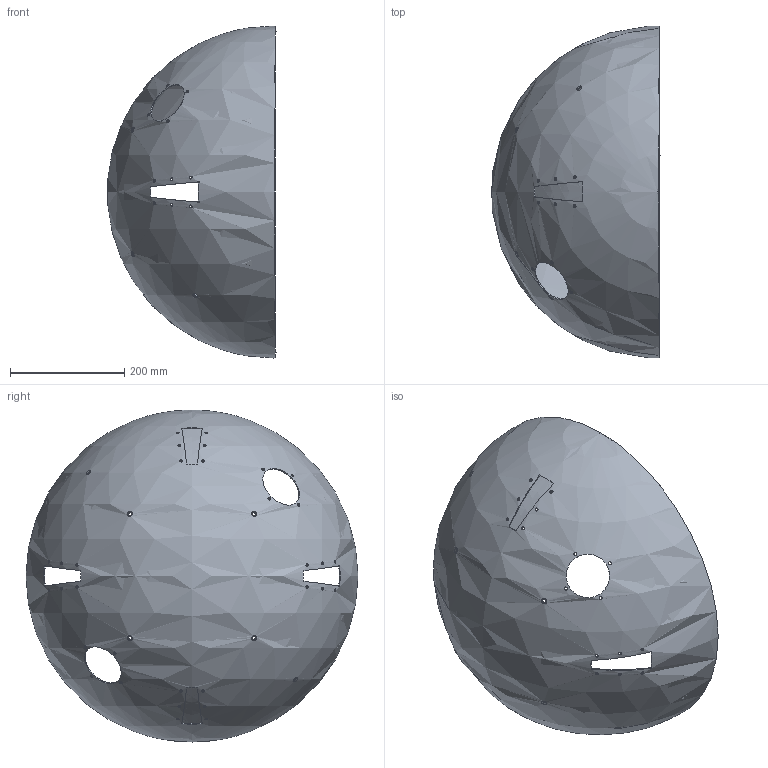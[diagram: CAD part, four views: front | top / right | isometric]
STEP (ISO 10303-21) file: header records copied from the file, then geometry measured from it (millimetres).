
FILE_DESCRIPTION(/* description */ ('Front Outer Hemisphere'),/* implementation_level */ '2;1');
FILE_NAME(/* name */ 'INT-207-01-001.stp',/* time_stamp */ '2022-08-06T22:25:55+05:00',/* author */ ('Дом'),/* organization */ (''),/* preprocessor_version */ 'ST-DEVELOPER v19',/* originating_system */ 'Autodesk Inventor 2023',/* authorisation */ '');
FILE_SCHEMA (('AUTOMOTIVE_DESIGN { 1 0 10303 214 3 1 1 }'));
Length unit declared in the file: millimetre
Products named in the file (1): INT-207-01-001
Bounding box: 294.05 x 579.97 x 580 mm (x, y, z)
Volume: 314273.4 mm3; surface area: 1041486.5 mm2
Topology: 1 solids, 1 shells, 69 faces, 265 edges, 192 vertices
Faces by surface type: cylinder 44, plane 16, cone 7, sphere 2
Full cylindrical faces by diameter (mm): 5.2 x24, 5.4 x8, 6 x2, 76 x2
Entity records: 4758 total; most frequent: CARTESIAN_POINT 2443, ORIENTED_EDGE 522, DIRECTION 371, EDGE_CURVE 261, VERTEX_POINT 192, EDGE_LOOP 155, AXIS2_PLACEMENT_3D 152, B_SPLINE_CURVE_WITH_KNOTS 112
